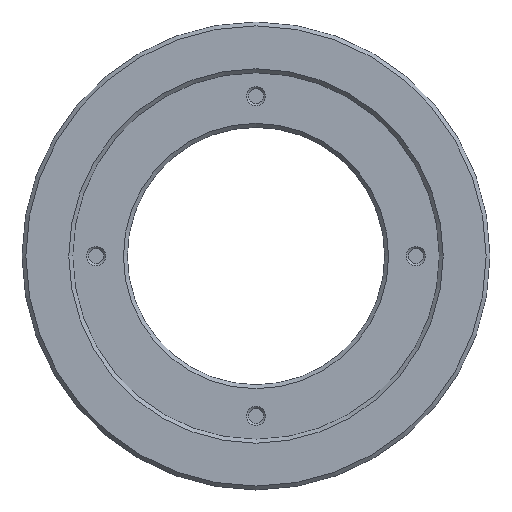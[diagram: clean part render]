
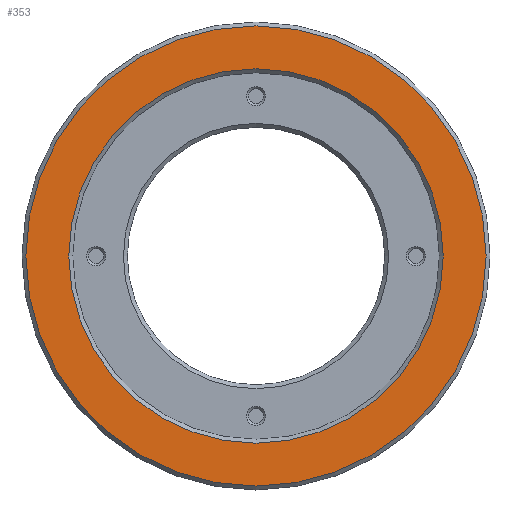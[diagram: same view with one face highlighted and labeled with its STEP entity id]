
A CAD part, top view. The second image highlights one B-rep face of the part: STEP entity #353.
In plain terms, the highlighted planar face has unit normal (0, 0, 1).
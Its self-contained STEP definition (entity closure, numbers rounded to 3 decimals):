
#20=FACE_BOUND('',#75,.T.);
#24=PLANE('',#403);
#43=FACE_OUTER_BOUND('',#74,.T.);
#74=EDGE_LOOP('',(#261));
#75=EDGE_LOOP('',(#262));
#143=CIRCLE('',#401,48.);
#145=CIRCLE('',#404,59.);
#173=VERTEX_POINT('',#600);
#175=VERTEX_POINT('',#606);
#205=EDGE_CURVE('',#173,#173,#143,.T.);
#208=EDGE_CURVE('',#175,#175,#145,.T.);
#261=ORIENTED_EDGE('',*,*,#208,.F.);
#262=ORIENTED_EDGE('',*,*,#205,.F.);
#353=ADVANCED_FACE('',(#43,#20),#24,.T.);
#401=AXIS2_PLACEMENT_3D('',#601,#473,#474);
#403=AXIS2_PLACEMENT_3D('',#605,#478,#479);
#404=AXIS2_PLACEMENT_3D('',#607,#480,#481);
#473=DIRECTION('center_axis',(0.,0.,1.));
#474=DIRECTION('ref_axis',(1.,0.,0.));
#478=DIRECTION('center_axis',(0.,0.,1.));
#479=DIRECTION('ref_axis',(1.,0.,0.));
#480=DIRECTION('center_axis',(0.,0.,-1.));
#481=DIRECTION('ref_axis',(1.,0.,0.));
#600=CARTESIAN_POINT('',(-48.,0.,2.));
#601=CARTESIAN_POINT('Origin',(0.,0.,2.));
#605=CARTESIAN_POINT('Origin',(0.,0.,2.));
#606=CARTESIAN_POINT('',(-59.,0.,2.));
#607=CARTESIAN_POINT('Origin',(0.,0.,2.));
